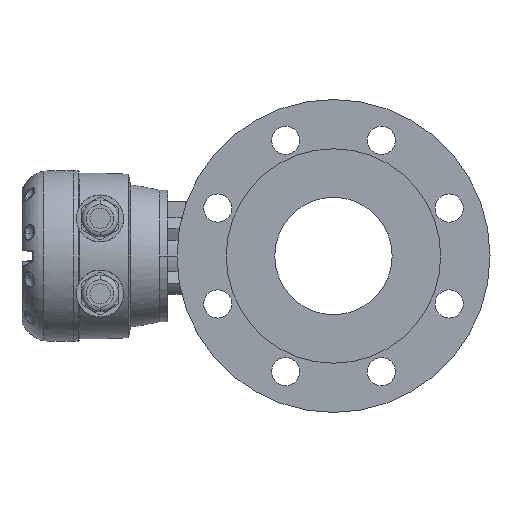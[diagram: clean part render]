
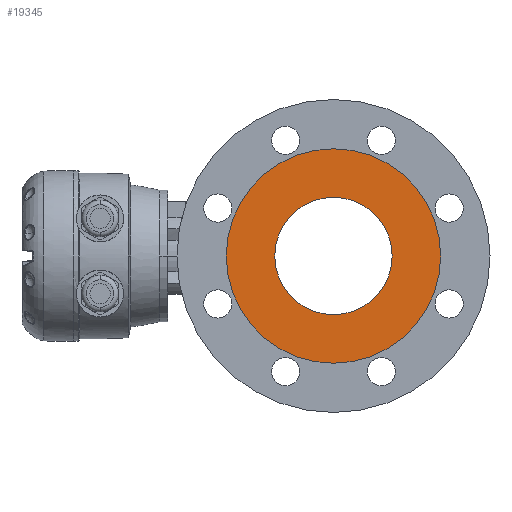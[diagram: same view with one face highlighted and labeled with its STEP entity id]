
A CAD part, left-side view. The second image highlights one B-rep face of the part: STEP entity #19345.
In plain terms, the highlighted planar face has unit normal (-1, 0, 0).
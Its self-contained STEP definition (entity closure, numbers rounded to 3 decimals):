
#1434 = CARTESIAN_POINT ( 'NONE',  ( -94.805, -99.517, -48.043 ) ) ;
#1442 = PLANE ( 'NONE',  #9548 ) ;
#1450 = DIRECTION ( 'NONE',  ( -1., 0., 0. ) ) ;
#1452 = DIRECTION ( 'NONE',  ( 0., 0., 1. ) ) ;
#8146 = CARTESIAN_POINT ( 'NONE',  ( -94.805, -99.517, -10.543 ) ) ;
#8148 = DIRECTION ( 'NONE',  ( 1., 0., 0. ) ) ;
#8149 = DIRECTION ( 'NONE',  ( 0., 0., -1. ) ) ;
#8383 = CARTESIAN_POINT ( 'NONE',  ( -94.805, -99.517, -10.543 ) ) ;
#8385 = DIRECTION ( 'NONE',  ( 1., 0., 0. ) ) ;
#8386 = DIRECTION ( 'NONE',  ( 0., 0., -1. ) ) ;
#8422 = CARTESIAN_POINT ( 'NONE',  ( -94.805, -99.517, -10.543 ) ) ;
#8423 = DIRECTION ( 'NONE',  ( 1., 0., 0. ) ) ;
#8424 = DIRECTION ( 'NONE',  ( 0., 0., -1. ) ) ;
#8465 = CARTESIAN_POINT ( 'NONE',  ( -94.805, -99.517, -10.543 ) ) ;
#8466 = DIRECTION ( 'NONE',  ( 1., 0., 0. ) ) ;
#8467 = DIRECTION ( 'NONE',  ( 0., 0., -1. ) ) ;
#9452 = AXIS2_PLACEMENT_3D ( 'NONE', #8146, #8148, #8149 ) ;
#9470 = AXIS2_PLACEMENT_3D ( 'NONE', #8383, #8385, #8386 ) ;
#9475 = AXIS2_PLACEMENT_3D ( 'NONE', #8422, #8423, #8424 ) ;
#9477 = AXIS2_PLACEMENT_3D ( 'NONE', #8465, #8466, #8467 ) ;
#9548 = AXIS2_PLACEMENT_3D ( 'NONE', #1434, #1450, #1452 ) ;
#10498 = CARTESIAN_POINT ( 'NONE',  ( -94.805, -99.517, 57.957 ) ) ;
#10647 = CARTESIAN_POINT ( 'NONE',  ( -94.805, -99.517, -79.043 ) ) ;
#10659 = CARTESIAN_POINT ( 'NONE',  ( -94.805, -99.517, -48.043 ) ) ;
#10695 = CARTESIAN_POINT ( 'NONE',  ( -94.805, -99.517, 26.957 ) ) ;
#12629 = CIRCLE ( 'NONE', #9452, 37.5 ) ;
#12695 = CIRCLE ( 'NONE', #9470, 68.5 ) ;
#12700 = CIRCLE ( 'NONE', #9475, 37.5 ) ;
#12719 = CIRCLE ( 'NONE', #9477, 68.5 ) ;
#12873 = FACE_OUTER_BOUND ( 'NONE', #19082, .T. ) ;
#12879 = FACE_BOUND ( 'NONE', #19070, .T. ) ;
#13915 = VERTEX_POINT ( 'NONE', #10498 ) ;
#14064 = VERTEX_POINT ( 'NONE', #10647 ) ;
#14090 = VERTEX_POINT ( 'NONE', #10659 ) ;
#14162 = VERTEX_POINT ( 'NONE', #10695 ) ;
#15850 = ORIENTED_EDGE ( 'NONE', *, *, #17256, .F. ) ;
#15856 = ORIENTED_EDGE ( 'NONE', *, *, #17274, .F. ) ;
#15859 = ORIENTED_EDGE ( 'NONE', *, *, #17219, .T. ) ;
#15860 = ORIENTED_EDGE ( 'NONE', *, *, #17266, .T. ) ;
#17219 = EDGE_CURVE ( 'NONE', #14162, #14090, #12629, .T. ) ;
#17256 = EDGE_CURVE ( 'NONE', #13915, #14064, #12695, .T. ) ;
#17266 = EDGE_CURVE ( 'NONE', #14090, #14162, #12700, .T. ) ;
#17274 = EDGE_CURVE ( 'NONE', #14064, #13915, #12719, .T. ) ;
#19070 = EDGE_LOOP ( 'NONE', ( #15860, #15859 ) ) ;
#19082 = EDGE_LOOP ( 'NONE', ( #15850, #15856 ) ) ;
#19345 = ADVANCED_FACE ( 'NONE', ( #12873, #12879 ), #1442, .T. ) ;
